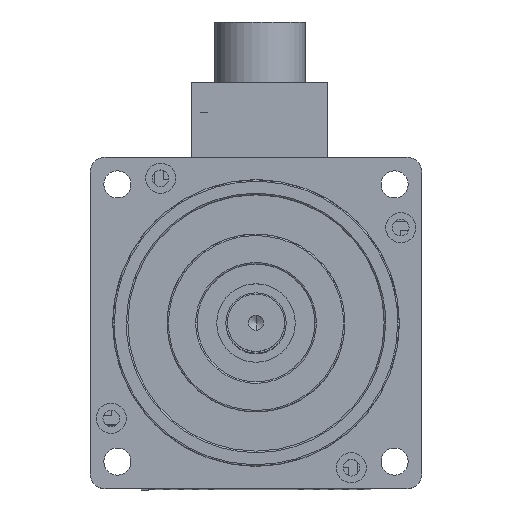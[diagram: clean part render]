
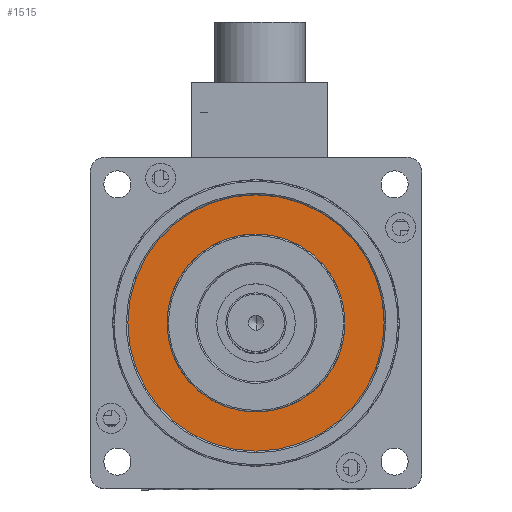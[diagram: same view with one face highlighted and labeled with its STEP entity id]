
A CAD part, top view. The second image highlights one B-rep face of the part: STEP entity #1515.
In plain terms, the highlighted planar face has unit normal (0, 0, 1).
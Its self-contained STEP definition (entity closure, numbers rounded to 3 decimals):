
#404 = AXIS2_PLACEMENT_3D ( 'NONE', #16545, #1805, #15064 ) ;
#1292 = CIRCLE ( 'NONE', #15158, 29.5 ) ;
#1515 = ADVANCED_FACE ( 'NONE', ( #8997, #20522 ), #13070, .F. ) ;
#1805 = DIRECTION ( 'NONE',  ( 0., 0., -1. ) ) ;
#1986 = AXIS2_PLACEMENT_3D ( 'NONE', #21588, #18081, #4594 ) ;
#2007 = DIRECTION ( 'NONE',  ( -1., 0., 0. ) ) ;
#2131 = DIRECTION ( 'NONE',  ( 0., 0., 1. ) ) ;
#2900 = DIRECTION ( 'NONE',  ( -1., 0., 0. ) ) ;
#3586 = ORIENTED_EDGE ( 'NONE', *, *, #24195, .T. ) ;
#4594 = DIRECTION ( 'NONE',  ( -1., 0., 0. ) ) ;
#4709 = CARTESIAN_POINT ( 'NONE',  ( 41.01, -1.169, 199.4 ) ) ;
#5656 = CIRCLE ( 'NONE', #21892, 42.5 ) ;
#6657 = DIRECTION ( 'NONE',  ( 0., 0., 1. ) ) ;
#6860 = DIRECTION ( 'NONE',  ( 0., 0., 1. ) ) ;
#7589 = CARTESIAN_POINT ( 'NONE',  ( 11.51, -1.169, 199.4 ) ) ;
#7949 = CARTESIAN_POINT ( 'NONE',  ( -17.99, -1.169, 199.4 ) ) ;
#8997 = FACE_OUTER_BOUND ( 'NONE', #13998, .T. ) ;
#10008 = EDGE_CURVE ( 'NONE', #17249, #11184, #19796, .T. ) ;
#10036 = AXIS2_PLACEMENT_3D ( 'NONE', #7589, #2131, #2007 ) ;
#10832 = DIRECTION ( 'NONE',  ( -1., 0., 0. ) ) ;
#11184 = VERTEX_POINT ( 'NONE', #4709 ) ;
#13070 = PLANE ( 'NONE',  #404 ) ;
#13205 = CARTESIAN_POINT ( 'NONE',  ( 54.01, -1.169, 199.4 ) ) ;
#13575 = ORIENTED_EDGE ( 'NONE', *, *, #20467, .F. ) ;
#13998 = EDGE_LOOP ( 'NONE', ( #20399, #3586 ) ) ;
#15064 = DIRECTION ( 'NONE',  ( 0., -1., 0. ) ) ;
#15158 = AXIS2_PLACEMENT_3D ( 'NONE', #17803, #6657, #10832 ) ;
#16545 = CARTESIAN_POINT ( 'NONE',  ( -38.49, 48.831, 199.4 ) ) ;
#17249 = VERTEX_POINT ( 'NONE', #7949 ) ;
#17803 = CARTESIAN_POINT ( 'NONE',  ( 11.51, -1.169, 199.4 ) ) ;
#17820 = VERTEX_POINT ( 'NONE', #24025 ) ;
#18081 = DIRECTION ( 'NONE',  ( 0., 0., 1. ) ) ;
#18806 = EDGE_LOOP ( 'NONE', ( #23804, #13575 ) ) ;
#18809 = EDGE_CURVE ( 'NONE', #17820, #23901, #5656, .T. ) ;
#19796 = CIRCLE ( 'NONE', #1986, 29.5 ) ;
#20399 = ORIENTED_EDGE ( 'NONE', *, *, #18809, .T. ) ;
#20467 = EDGE_CURVE ( 'NONE', #11184, #17249, #1292, .T. ) ;
#20522 = FACE_BOUND ( 'NONE', #18806, .T. ) ;
#20724 = CIRCLE ( 'NONE', #10036, 42.5 ) ;
#21588 = CARTESIAN_POINT ( 'NONE',  ( 11.51, -1.169, 199.4 ) ) ;
#21892 = AXIS2_PLACEMENT_3D ( 'NONE', #23606, #6860, #2900 ) ;
#23606 = CARTESIAN_POINT ( 'NONE',  ( 11.51, -1.169, 199.4 ) ) ;
#23804 = ORIENTED_EDGE ( 'NONE', *, *, #10008, .F. ) ;
#23901 = VERTEX_POINT ( 'NONE', #13205 ) ;
#24025 = CARTESIAN_POINT ( 'NONE',  ( -30.99, -1.169, 199.4 ) ) ;
#24195 = EDGE_CURVE ( 'NONE', #23901, #17820, #20724, .T. ) ;
